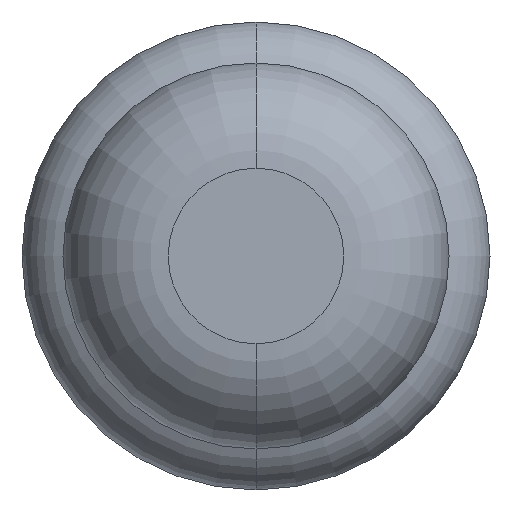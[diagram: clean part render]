
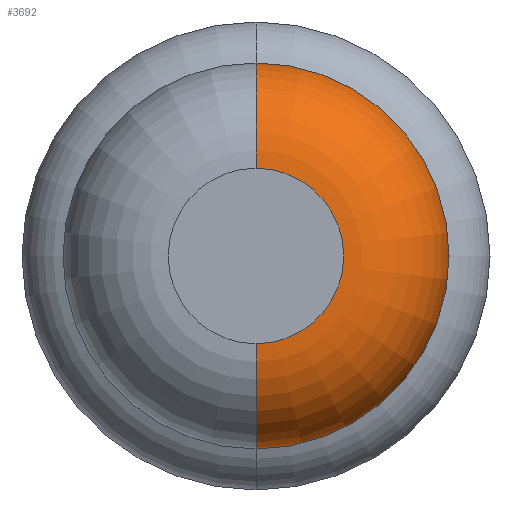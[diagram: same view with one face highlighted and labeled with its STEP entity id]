
A CAD part, front view. The second image highlights one B-rep face of the part: STEP entity #3692.
In plain terms, the highlighted toroidal (fillet/blend) face has major radius 0.375 mm and minor radius 0.45 mm.
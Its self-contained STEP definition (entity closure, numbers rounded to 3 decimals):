
#42 = CIRCLE ( 'NONE', #1743, 0.825 ) ;
#152 = CARTESIAN_POINT ( 'NONE',  ( 0., -24., 0. ) ) ;
#373 = DIRECTION ( 'NONE',  ( 0., 0., 1. ) ) ;
#396 = VERTEX_POINT ( 'NONE', #3804 ) ;
#596 = CIRCLE ( 'NONE', #2798, 0.375 ) ;
#631 = CARTESIAN_POINT ( 'NONE',  ( 0., -24., -0.375 ) ) ;
#704 = DIRECTION ( 'NONE',  ( 0., 0., 1. ) ) ;
#782 = CIRCLE ( 'NONE', #3144, 0.45 ) ;
#1242 = VERTEX_POINT ( 'NONE', #3449 ) ;
#1305 = DIRECTION ( 'NONE',  ( 0., 1., 0. ) ) ;
#1362 = DIRECTION ( 'NONE',  ( 0., 1., 0. ) ) ;
#1432 = EDGE_CURVE ( 'NONE', #1242, #2592, #3069, .T. ) ;
#1522 = DIRECTION ( 'NONE',  ( 0., 1., 0. ) ) ;
#1601 = DIRECTION ( 'NONE',  ( 1., 0., 0. ) ) ;
#1627 = EDGE_CURVE ( 'Defeature ausgef�hrt1_6+Defeature ausgef�hrt1_5+Defeature ausgef�hrt1_5+Defeature ausgef�hrt1_5', #1242, #3669, #596, .T. ) ;
#1743 = AXIS2_PLACEMENT_3D ( 'NONE', #2765, #1305, #704 ) ;
#1805 = AXIS2_PLACEMENT_3D ( 'NONE', #3693, #1902, #373 ) ;
#1875 = EDGE_LOOP ( 'NONE', ( #3396, #3766, #2396, #2119 ) ) ;
#1902 = DIRECTION ( 'NONE',  ( -1., 0., 0. ) ) ;
#2119 = ORIENTED_EDGE ( 'NONE', *, *, #1432, .F. ) ;
#2153 = CARTESIAN_POINT ( 'NONE',  ( 0., -23.55, -0.375 ) ) ;
#2261 = FACE_OUTER_BOUND ( 'NONE', #1875, .T. ) ;
#2325 = EDGE_CURVE ( 'NONE', #3669, #396, #782, .T. ) ;
#2392 = DIRECTION ( 'NONE',  ( 0., 0., 1. ) ) ;
#2396 = ORIENTED_EDGE ( 'NONE', *, *, #2731, .F. ) ;
#2506 = DIRECTION ( 'NONE',  ( 0., 0., -1. ) ) ;
#2592 = VERTEX_POINT ( 'NONE', #3540 ) ;
#2731 = EDGE_CURVE ( 'Defeature ausgef�hrt1_7+Defeature ausgef�hrt1_6+Defeature ausgef�hrt1_6+Defeature ausgef�hrt1_6', #2592, #396, #42, .T. ) ;
#2765 = CARTESIAN_POINT ( 'NONE',  ( 0., -23.55, 0. ) ) ;
#2798 = AXIS2_PLACEMENT_3D ( 'NONE', #152, #1362, #3435 ) ;
#3069 = CIRCLE ( 'NONE', #1805, 0.45 ) ;
#3144 = AXIS2_PLACEMENT_3D ( 'NONE', #2153, #1601, #2506 ) ;
#3174 = AXIS2_PLACEMENT_3D ( 'NONE', #3605, #1522, #2392 ) ;
#3396 = ORIENTED_EDGE ( 'NONE', *, *, #1627, .T. ) ;
#3435 = DIRECTION ( 'NONE',  ( 0., 0., 1. ) ) ;
#3449 = CARTESIAN_POINT ( 'NONE',  ( 0., -24., 0.375 ) ) ;
#3481 = TOROIDAL_SURFACE ( 'NONE', #3174, 0.375, 0.45 ) ;
#3540 = CARTESIAN_POINT ( 'NONE',  ( 0., -23.55, 0.825 ) ) ;
#3605 = CARTESIAN_POINT ( 'NONE',  ( 0., -23.55, 0. ) ) ;
#3669 = VERTEX_POINT ( 'NONE', #631 ) ;
#3692 = ADVANCED_FACE ( 'Defeature ausgef�hrt1_6', ( #2261 ), #3481, .T. ) ;
#3693 = CARTESIAN_POINT ( 'NONE',  ( 0., -23.55, 0.375 ) ) ;
#3766 = ORIENTED_EDGE ( 'NONE', *, *, #2325, .T. ) ;
#3804 = CARTESIAN_POINT ( 'NONE',  ( 0., -23.55, -0.825 ) ) ;
